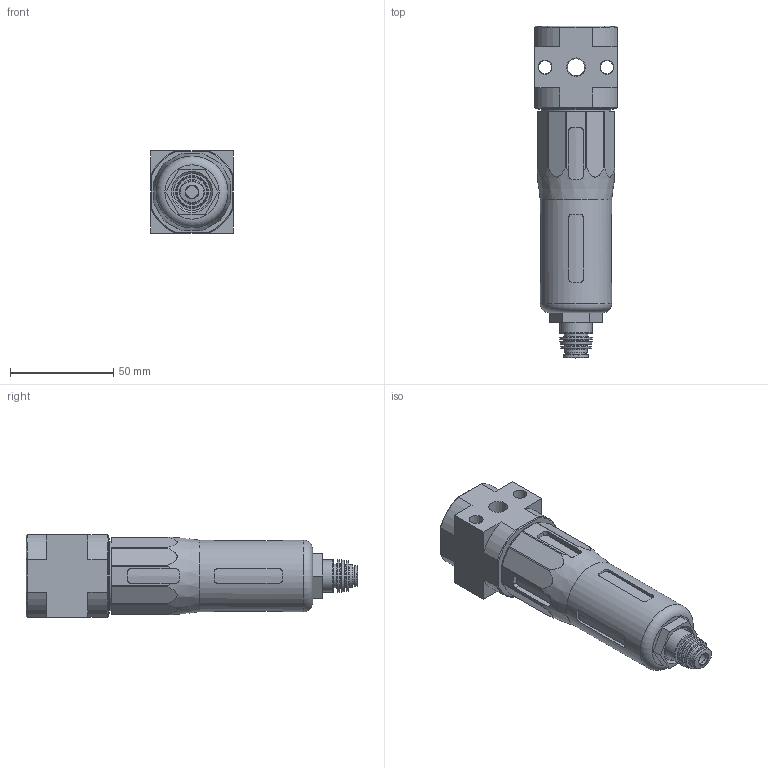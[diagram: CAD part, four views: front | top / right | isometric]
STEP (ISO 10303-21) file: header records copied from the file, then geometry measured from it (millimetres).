
FILE_DESCRIPTION(/* description */ ('STEP AP214'),/* implementation_level */ '2;1');
FILE_NAME(/* name */ '546441_LFMA-D-MINI-A-U',/* time_stamp */ '2024-09-03T15:21:18+02:00',/* author */ ('License CC BY-ND 4.0'),/* organization */ ('CADENAS'),/* preprocessor_version */ 'ST-DEVELOPER v19.3',/* originating_system */ 'PARTsolutions',/* authorisation */ ' ');
FILE_SCHEMA (('AUTOMOTIVE_DESIGN {1 0 10303 214 3 1 1}'));
Length unit declared in the file: millimetre
Products named in the file (3): 546441 LFMA-D-MINI-A-U; 126038 LFMA-D-MINI-A; 526489 MS4-LFR-V
Assembly tree (2 placements, depth 2):
  546441 LFMA-D-MINI-A-U
    126038 LFMA-D-MINI-A
    526489 MS4-LFR-V
Bounding box: 40 x 161.02 x 40 mm (x, y, z)
Volume: 155059.1 mm3; surface area: 26345.9 mm2
Topology: 2 solids, 2 shells, 212 faces, 527 edges, 340 vertices
Faces by surface type: plane 95, cylinder 70, cone 26, torus 21
Full cylindrical faces by diameter (mm): 6 x1, 11 x2, 11.4 x1, 11.6 x1, 11.8 x1, 12.2 x1, 15.8 x1, 15.9 x1, 18 x1, 34.7 x1, 36 x1, 37 x1
Entity records: 7809 total; most frequent: CARTESIAN_POINT 1515, ORIENTED_EDGE 956, DIRECTION 940, EDGE_CURVE 478, AXIS2_PLACEMENT_3D 369, VERTEX_POINT 334, EDGE_LOOP 282, FACE_BOUND 282
